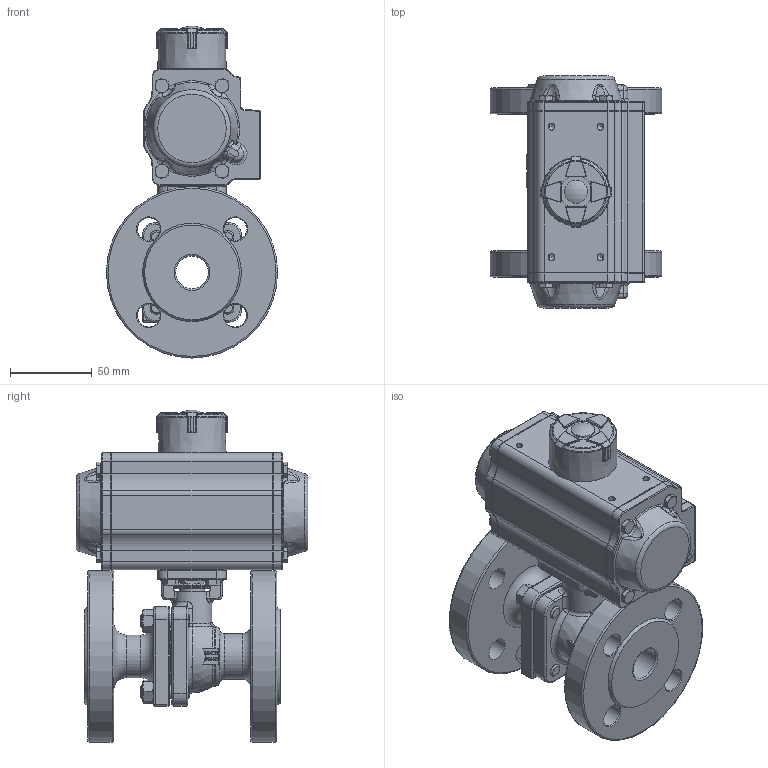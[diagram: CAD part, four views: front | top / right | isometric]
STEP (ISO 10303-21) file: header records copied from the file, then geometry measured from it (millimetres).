
FILE_DESCRIPTION(/* description */ ('Unknown'),/* implementation_level */ '2;1');
FILE_NAME(/* name */ 'DW02 0921_0930-05',/* time_stamp */ '2023-08-01T12:07:52+02:00',/* author */ ('Unknown'),/* organization */ ('Unknown'),/* preprocessor_version */ 'ST-DEVELOPER v18.102',/* originating_system */ 'Solid Edge',/* authorisation */ 'Unknown');
FILE_SCHEMA (('AUTOMOTIVE_DESIGN {1 0 10303 214 3 1 1}'));
Products named in the file (10): DW20-8.200.020; DIN558 M5x16; KV-L6N-DN20;     MSBR_0; DW02_FR01_(DW20_FR15); KP-50; cup head square neck bolts grade b gb_GB_FASTENER_BOLT_CHSNBSHB M6X25
-N; ________(___________; _____________; ______
Assembly tree (14 placements, depth 3):
  DW20-8.200.020
    DIN558 M5x16  x4
    KV-L6N-DN20
          MSBR_0
    DW02_FR01_(DW20_FR15)
      KP-50
      cup head square neck bolts grade b gb_GB_FASTENER_BOLT_CHSNBSHB M6X25
-N
      ________(___________  x2
      _____________  x2
      ______
Bounding box: 105 x 142.2 x 203.52 mm (x, y, z)
Volume: 959631.1 mm3; surface area: 143466.6 mm2
Topology: 12 solids, 12 shells, 1771 faces, 4435 edges, 2712 vertices
Faces by surface type: plane 694, cylinder 467, bspline 217, cone 200, torus 162, sphere 31
Full cylindrical faces by diameter (mm): 2.1 x2, 3 x16, 3.3 x8, 4.2 x12, 5 x9, 6 x1, 6.2 x1, 8 x12, 8.8 x2, 11.7 x1, 13.9 x1, 14 x8, 14.2 x1, 15.5 x1, 15.9 x1, 20 x2, 22 x2, 23.5 x1, 26 x1, 27 x1, 28 x1, 38.5 x1, 105 x2
Entity records: 59282 total; most frequent: CARTESIAN_POINT 17931, ORIENTED_EDGE 7482, DIRECTION 7025, EDGE_CURVE 3741, AXIS2_PLACEMENT_3D 2591, VERTEX_POINT 2399, FACE_BOUND 1878, EDGE_LOOP 1860
